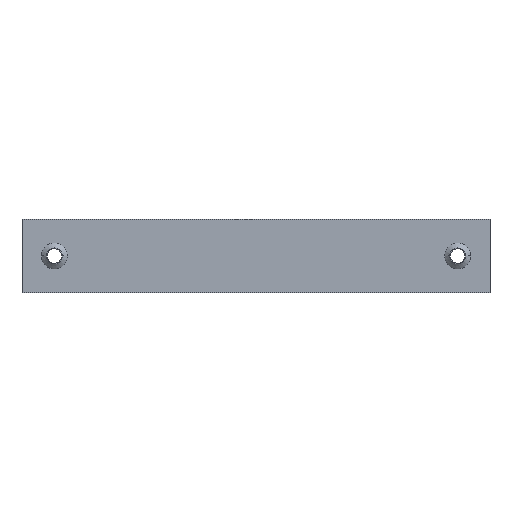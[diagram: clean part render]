
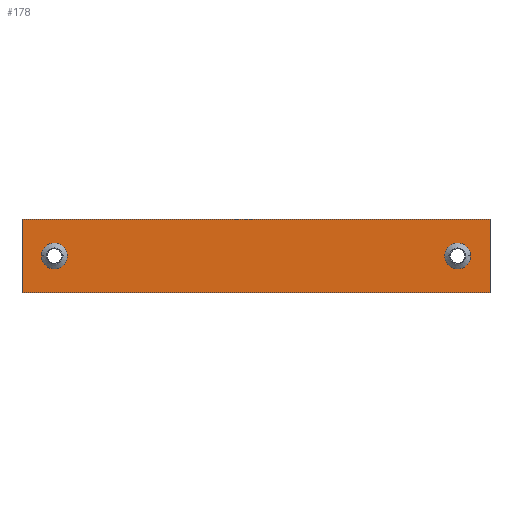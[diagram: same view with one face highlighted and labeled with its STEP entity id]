
A CAD part, top view. The second image highlights one B-rep face of the part: STEP entity #178.
In plain terms, the highlighted planar face has unit normal (0, 0, 1).
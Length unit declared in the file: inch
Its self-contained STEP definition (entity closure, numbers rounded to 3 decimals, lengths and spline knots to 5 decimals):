
#1 = ORIENTED_EDGE ( 'NONE', *, *, #202, .T. ) ;
#2 = DIRECTION ( 'NONE',  ( 1., 0., 0. ) ) ;
#10 = DIRECTION ( 'NONE',  ( 0., 0., -1. ) ) ;
#26 = DIRECTION ( 'NONE',  ( 1., 0., 0. ) ) ;
#28 = DIRECTION ( 'NONE',  ( 0., 0., -1. ) ) ;
#34 = VERTEX_POINT ( 'NONE', #112 ) ;
#44 = CARTESIAN_POINT ( 'NONE',  ( -4.75, -0.75, 0.188 ) ) ;
#47 = CIRCLE ( 'NONE', #542, 0.26 ) ;
#49 = DIRECTION ( 'NONE',  ( 0., 0., -1. ) ) ;
#65 = VECTOR ( 'NONE', #2, 39.37008 ) ;
#66 = CARTESIAN_POINT ( 'NONE',  ( 4.75, -0.75, 0.188 ) ) ;
#69 = CARTESIAN_POINT ( 'NONE',  ( -4.354, 0., 0.188 ) ) ;
#82 = CARTESIAN_POINT ( 'NONE',  ( 4.75, -0.75, 0.188 ) ) ;
#84 = VERTEX_POINT ( 'NONE', #69 ) ;
#95 = ORIENTED_EDGE ( 'NONE', *, *, #490, .T. ) ;
#99 = VECTOR ( 'NONE', #452, 39.37008 ) ;
#107 = ORIENTED_EDGE ( 'NONE', *, *, #187, .T. ) ;
#111 = DIRECTION ( 'NONE',  ( -1., 0., 0. ) ) ;
#112 = CARTESIAN_POINT ( 'NONE',  ( -4.75, -0.75, 0.188 ) ) ;
#126 = DIRECTION ( 'NONE',  ( 0., 0., -1. ) ) ;
#129 = EDGE_CURVE ( 'NONE', #453, #84, #47, .T. ) ;
#135 = DIRECTION ( 'NONE',  ( 0., 1., 0. ) ) ;
#138 = FACE_BOUND ( 'NONE', #607, .T. ) ;
#155 = CARTESIAN_POINT ( 'NONE',  ( -4.75, -0.75, 0.188 ) ) ;
#171 = FACE_BOUND ( 'NONE', #635, .T. ) ;
#177 = DIRECTION ( 'NONE',  ( -1., 0., 0. ) ) ;
#178 = ADVANCED_FACE ( 'NONE', ( #171, #625, #138 ), #348, .T. ) ;
#187 = EDGE_CURVE ( 'NONE', #533, #195, #493, .T. ) ;
#189 = LINE ( 'NONE', #632, #99 ) ;
#195 = VERTEX_POINT ( 'NONE', #442 ) ;
#202 = EDGE_CURVE ( 'NONE', #277, #435, #464, .T. ) ;
#203 = CIRCLE ( 'NONE', #510, 0.26 ) ;
#209 = LINE ( 'NONE', #155, #65 ) ;
#212 = ORIENTED_EDGE ( 'NONE', *, *, #556, .T. ) ;
#215 = CARTESIAN_POINT ( 'NONE',  ( 4.094, 0., 0.188 ) ) ;
#259 = VECTOR ( 'NONE', #135, 39.37008 ) ;
#266 = EDGE_CURVE ( 'NONE', #435, #419, #189, .T. ) ;
#277 = VERTEX_POINT ( 'NONE', #82 ) ;
#279 = CIRCLE ( 'NONE', #418, 0.26 ) ;
#288 = ORIENTED_EDGE ( 'NONE', *, *, #344, .T. ) ;
#308 = DIRECTION ( 'NONE',  ( 0., -1., 0. ) ) ;
#309 = AXIS2_PLACEMENT_3D ( 'NONE', #397, #126, #491 ) ;
#315 = ORIENTED_EDGE ( 'NONE', *, *, #129, .T. ) ;
#333 = EDGE_LOOP ( 'NONE', ( #1, #351, #288, #212 ) ) ;
#339 = CARTESIAN_POINT ( 'NONE',  ( -4.75, -0.75, 0.188 ) ) ;
#344 = EDGE_CURVE ( 'NONE', #419, #34, #509, .T. ) ;
#348 = PLANE ( 'NONE',  #421 ) ;
#351 = ORIENTED_EDGE ( 'NONE', *, *, #266, .T. ) ;
#363 = CARTESIAN_POINT ( 'NONE',  ( 4.75, 0.75, 0.188 ) ) ;
#371 = CARTESIAN_POINT ( 'NONE',  ( -3.834, 0., 0.188 ) ) ;
#397 = CARTESIAN_POINT ( 'NONE',  ( 4.094, 0., 0.188 ) ) ;
#416 = CARTESIAN_POINT ( 'NONE',  ( -4.75, 0.75, 0.188 ) ) ;
#418 = AXIS2_PLACEMENT_3D ( 'NONE', #554, #10, #604 ) ;
#419 = VERTEX_POINT ( 'NONE', #416 ) ;
#421 = AXIS2_PLACEMENT_3D ( 'NONE', #339, #571, #26 ) ;
#435 = VERTEX_POINT ( 'NONE', #363 ) ;
#442 = CARTESIAN_POINT ( 'NONE',  ( 3.834, 0., 0.188 ) ) ;
#452 = DIRECTION ( 'NONE',  ( -1., 0., 0. ) ) ;
#453 = VERTEX_POINT ( 'NONE', #371 ) ;
#464 = LINE ( 'NONE', #66, #259 ) ;
#486 = CARTESIAN_POINT ( 'NONE',  ( -4.094, 0., 0.188 ) ) ;
#489 = ORIENTED_EDGE ( 'NONE', *, *, #578, .T. ) ;
#490 = EDGE_CURVE ( 'NONE', #84, #453, #279, .T. ) ;
#491 = DIRECTION ( 'NONE',  ( -1., 0., 0. ) ) ;
#493 = CIRCLE ( 'NONE', #309, 0.26 ) ;
#509 = LINE ( 'NONE', #44, #608 ) ;
#510 = AXIS2_PLACEMENT_3D ( 'NONE', #215, #49, #111 ) ;
#533 = VERTEX_POINT ( 'NONE', #603 ) ;
#542 = AXIS2_PLACEMENT_3D ( 'NONE', #486, #28, #177 ) ;
#554 = CARTESIAN_POINT ( 'NONE',  ( -4.094, 0., 0.188 ) ) ;
#556 = EDGE_CURVE ( 'NONE', #34, #277, #209, .T. ) ;
#571 = DIRECTION ( 'NONE',  ( 0., 0., 1. ) ) ;
#578 = EDGE_CURVE ( 'NONE', #195, #533, #203, .T. ) ;
#603 = CARTESIAN_POINT ( 'NONE',  ( 4.354, 0., 0.188 ) ) ;
#604 = DIRECTION ( 'NONE',  ( -1., 0., 0. ) ) ;
#607 = EDGE_LOOP ( 'NONE', ( #95, #315 ) ) ;
#608 = VECTOR ( 'NONE', #308, 39.37008 ) ;
#625 = FACE_OUTER_BOUND ( 'NONE', #333, .T. ) ;
#632 = CARTESIAN_POINT ( 'NONE',  ( -4.75, 0.75, 0.188 ) ) ;
#635 = EDGE_LOOP ( 'NONE', ( #489, #107 ) ) ;
